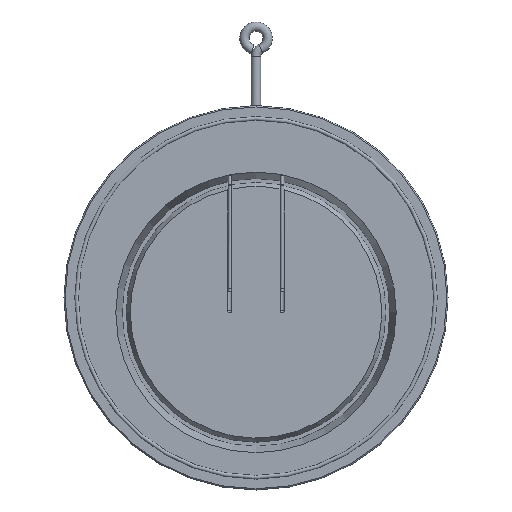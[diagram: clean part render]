
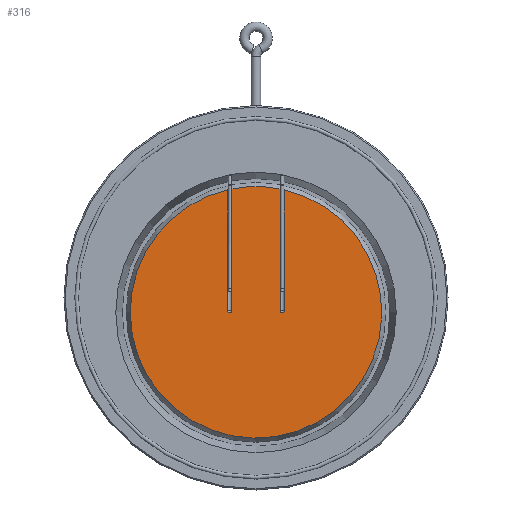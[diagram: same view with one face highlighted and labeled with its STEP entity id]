
A CAD part, top view. The second image highlights one B-rep face of the part: STEP entity #316.
In plain terms, the highlighted planar face has unit normal (0, 0, 1).
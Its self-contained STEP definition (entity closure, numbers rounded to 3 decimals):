
#17 = AXIS2_PLACEMENT_3D ( 'NONE', #228, #395, #1229 ) ;
#56 = CARTESIAN_POINT ( 'NONE',  ( 20.667, 93.591, -1.505 ) ) ;
#59 = AXIS2_PLACEMENT_3D ( 'NONE', #206, #758, #1070 ) ;
#63 = VERTEX_POINT ( 'NONE', #258 ) ;
#68 = CARTESIAN_POINT ( 'NONE',  ( -20.667, -12.95, -1.505 ) ) ;
#77 = DIRECTION ( 'NONE',  ( 0., 1., 0. ) ) ;
#87 = CARTESIAN_POINT ( 'NONE',  ( 0., -12.45, -1.505 ) ) ;
#90 = DIRECTION ( 'NONE',  ( 0., 0., -1. ) ) ;
#95 = DIRECTION ( 'NONE',  ( -1., 0., 0. ) ) ;
#106 = DIRECTION ( 'NONE',  ( -1., 0., 0. ) ) ;
#132 = CARTESIAN_POINT ( 'NONE',  ( 20.667, -11.117, -1.505 ) ) ;
#206 = CARTESIAN_POINT ( 'NONE',  ( 0., 95.586, -1.505 ) ) ;
#208 = EDGE_LOOP ( 'NONE', ( #771, #480, #468, #1009, #596, #526, #539, #569 ) ) ;
#228 = CARTESIAN_POINT ( 'NONE',  ( -22.5, -11.117, -1.505 ) ) ;
#245 = AXIS2_PLACEMENT_3D ( 'NONE', #724, #270, #1181 ) ;
#254 = PLANE ( 'NONE',  #59 ) ;
#258 = CARTESIAN_POINT ( 'NONE',  ( -24.333, 92.81, -1.505 ) ) ;
#270 = DIRECTION ( 'NONE',  ( 0., 0., -1. ) ) ;
#274 = CARTESIAN_POINT ( 'NONE',  ( -24.333, -11.117, -1.505 ) ) ;
#275 = LINE ( 'NONE', #68, #1317 ) ;
#283 = EDGE_CURVE ( 'NONE', #875, #775, #1257, .T. ) ;
#316 = ADVANCED_FACE ( 'NONE', ( #956 ), #254, .T. ) ;
#359 = EDGE_CURVE ( 'NONE', #564, #1208, #668, .T. ) ;
#360 = CARTESIAN_POINT ( 'NONE',  ( 24.333, -12.95, -1.505 ) ) ;
#395 = DIRECTION ( 'NONE',  ( 0., 0., -1. ) ) ;
#410 = EDGE_CURVE ( 'NONE', #583, #63, #448, .T. ) ;
#448 = CIRCLE ( 'NONE', #465, 108.036 ) ;
#465 = AXIS2_PLACEMENT_3D ( 'NONE', #551, #654, #106 ) ;
#468 = ORIENTED_EDGE ( 'NONE', *, *, #1075, .F. ) ;
#480 = ORIENTED_EDGE ( 'NONE', *, *, #283, .T. ) ;
#526 = ORIENTED_EDGE ( 'NONE', *, *, #359, .T. ) ;
#532 = CARTESIAN_POINT ( 'NONE',  ( 24.333, -11.117, -1.505 ) ) ;
#539 = ORIENTED_EDGE ( 'NONE', *, *, #1151, .F. ) ;
#551 = CARTESIAN_POINT ( 'NONE',  ( 0., -12.45, -1.505 ) ) ;
#564 = VERTEX_POINT ( 'NONE', #532 ) ;
#569 = ORIENTED_EDGE ( 'NONE', *, *, #658, .F. ) ;
#583 = VERTEX_POINT ( 'NONE', #802 ) ;
#596 = ORIENTED_EDGE ( 'NONE', *, *, #906, .F. ) ;
#626 = VERTEX_POINT ( 'NONE', #56 ) ;
#654 = DIRECTION ( 'NONE',  ( 0., 0., -1. ) ) ;
#658 = EDGE_CURVE ( 'NONE', #1098, #626, #1325, .T. ) ;
#668 = CIRCLE ( 'NONE', #245, 1.833 ) ;
#690 = EDGE_CURVE ( 'NONE', #875, #1098, #275, .T. ) ;
#724 = CARTESIAN_POINT ( 'NONE',  ( 22.5, -11.117, -1.505 ) ) ;
#753 = AXIS2_PLACEMENT_3D ( 'NONE', #87, #90, #95 ) ;
#758 = DIRECTION ( 'NONE',  ( 0., 0., 1. ) ) ;
#771 = ORIENTED_EDGE ( 'NONE', *, *, #690, .F. ) ;
#775 = VERTEX_POINT ( 'NONE', #274 ) ;
#802 = CARTESIAN_POINT ( 'NONE',  ( 24.333, 92.81, -1.505 ) ) ;
#808 = CARTESIAN_POINT ( 'NONE',  ( -20.667, -11.117, -1.505 ) ) ;
#814 = DIRECTION ( 'NONE',  ( 0., 1., 0. ) ) ;
#833 = VECTOR ( 'NONE', #1123, 1000. ) ;
#875 = VERTEX_POINT ( 'NONE', #808 ) ;
#883 = LINE ( 'NONE', #1221, #1134 ) ;
#906 = EDGE_CURVE ( 'NONE', #564, #583, #1289, .T. ) ;
#956 = FACE_OUTER_BOUND ( 'NONE', #208, .T. ) ;
#1009 = ORIENTED_EDGE ( 'NONE', *, *, #410, .F. ) ;
#1045 = LINE ( 'NONE', #1120, #833 ) ;
#1070 = DIRECTION ( 'NONE',  ( 1., 0., 0. ) ) ;
#1075 = EDGE_CURVE ( 'NONE', #63, #775, #883, .T. ) ;
#1098 = VERTEX_POINT ( 'NONE', #1216 ) ;
#1120 = CARTESIAN_POINT ( 'NONE',  ( 20.667, -12.95, -1.505 ) ) ;
#1123 = DIRECTION ( 'NONE',  ( 0., -1., 0. ) ) ;
#1134 = VECTOR ( 'NONE', #1278, 1000. ) ;
#1151 = EDGE_CURVE ( 'NONE', #626, #1208, #1045, .T. ) ;
#1181 = DIRECTION ( 'NONE',  ( 1., 0., 0. ) ) ;
#1208 = VERTEX_POINT ( 'NONE', #132 ) ;
#1216 = CARTESIAN_POINT ( 'NONE',  ( -20.667, 93.591, -1.505 ) ) ;
#1221 = CARTESIAN_POINT ( 'NONE',  ( -24.333, -12.95, -1.505 ) ) ;
#1229 = DIRECTION ( 'NONE',  ( 1., 0., 0. ) ) ;
#1257 = CIRCLE ( 'NONE', #17, 1.833 ) ;
#1278 = DIRECTION ( 'NONE',  ( 0., -1., 0. ) ) ;
#1286 = VECTOR ( 'NONE', #814, 1000. ) ;
#1289 = LINE ( 'NONE', #360, #1286 ) ;
#1317 = VECTOR ( 'NONE', #77, 1000. ) ;
#1325 = CIRCLE ( 'NONE', #753, 108.036 ) ;
